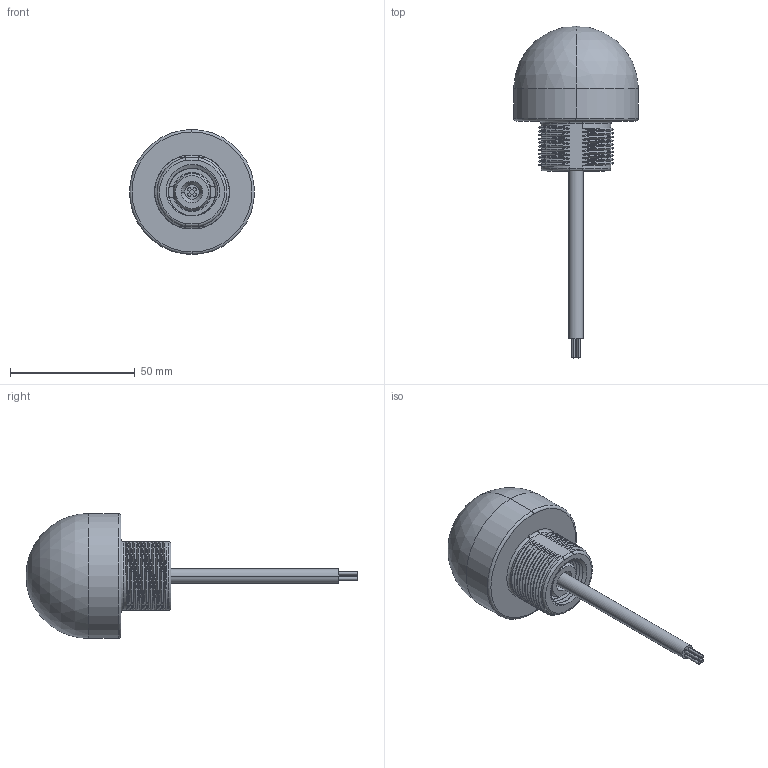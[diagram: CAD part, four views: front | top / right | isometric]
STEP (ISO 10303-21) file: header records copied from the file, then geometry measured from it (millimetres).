
FILE_DESCRIPTION((''),'2;1');
FILE_NAME('144871_SM01_ASM','2025-07-22T10:29:33',('banengservice'),('BANNER ENGINEERING'),'CREO PARAMETRIC BY PTC INC, 2022414','CREO PARAMETRIC BY PTC INC, 2022414','');
FILE_SCHEMA(('CONFIG_CONTROL_DESIGN'));
Products named in the file (3): 144871_EP01; 132098_2; 144871_SM01_ASM
Assembly tree (2 placements, depth 2):
  144871_SM01_ASM
    144871_EP01
    132098_2
Bounding box: 50 x 132.82 x 50 mm (x, y, z)
Volume: 70955.5 mm3; surface area: 13646 mm2
Topology: 2 solids, 2 shells, 192 faces, 491 edges, 314 vertices
Faces by surface type: cylinder 80, bspline 67, plane 21, torus 12, sphere 6, cone 6
Entity records: 12474 total; most frequent: CARTESIAN_POINT 8239, ORIENTED_EDGE 978, DIRECTION 673, EDGE_CURVE 489, VERTEX_POINT 314, AXIS2_PLACEMENT_3D 257, EDGE_LOOP 205, B_SPLINE_CURVE_WITH_KNOTS 203
